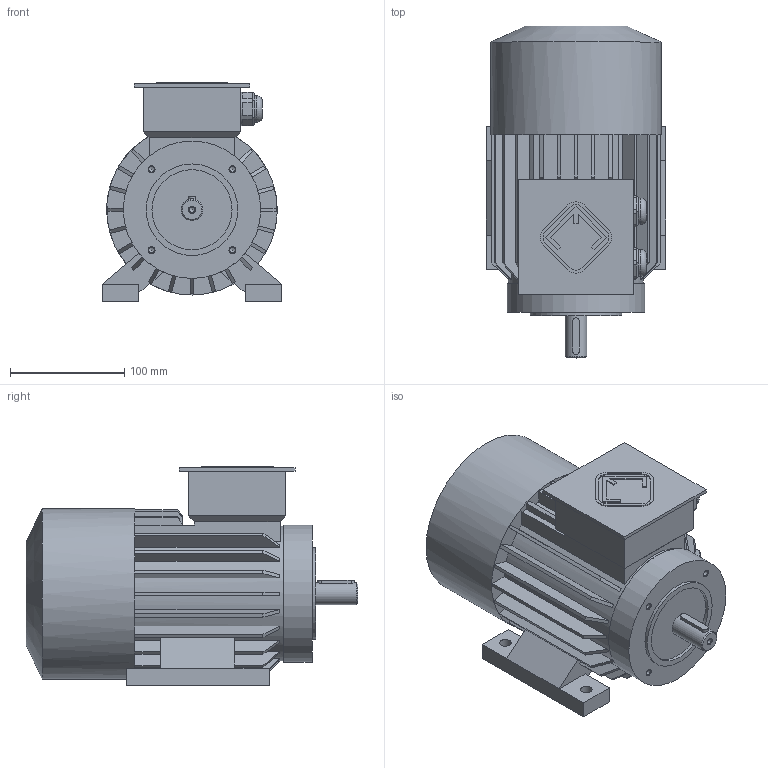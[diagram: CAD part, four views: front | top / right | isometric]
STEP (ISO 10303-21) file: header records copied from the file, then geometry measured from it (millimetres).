
FILE_DESCRIPTION(/* description */ ('Unknown'),/* implementation_level */ '2;1');
FILE_NAME(/* name */ 'AIS80_В34',/* time_stamp */ '2021-03-23T11:48:24+03:00',/* author */ ('Unknown'),/* organization */ ('Unknown'),/* preprocessor_version */ 'ST-DEVELOPER v16',/* originating_system */ 'DEX',/* authorisation */ $);
FILE_SCHEMA (('AUTOMOTIVE_DESIGN {1 0 10303 214 3 1 1}'));
Length unit declared in the file: millimetre
Products named in the file (1): AIS80_ﾂ34
Bounding box: 157 x 290 x 191 mm (x, y, z)
Volume: 4029297.7 mm3; surface area: 267193.4 mm2
Topology: 2 solids, 2 shells, 291 faces, 808 edges, 529 vertices
Faces by surface type: plane 187, cylinder 66, cone 36, torus 2
Full cylindrical faces by diameter (mm): 4.917 x10, 10 x4, 19 x1, 23.257 x2, 29.5 x2, 70 x1, 80 x1, 118 x1, 120 x1, 149 x1
Entity records: 11205 total; most frequent: CARTESIAN_POINT 1877, DIRECTION 1503, ORIENTED_EDGE 1486, EDGE_CURVE 743, AXIS2_PLACEMENT_3D 518, VERTEX_POINT 508, LINE 467, VECTOR 467
